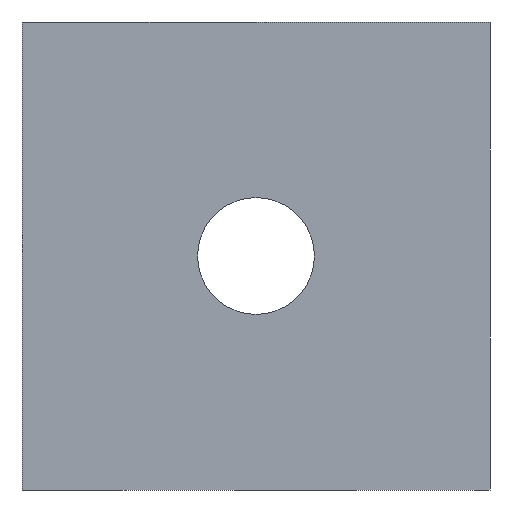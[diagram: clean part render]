
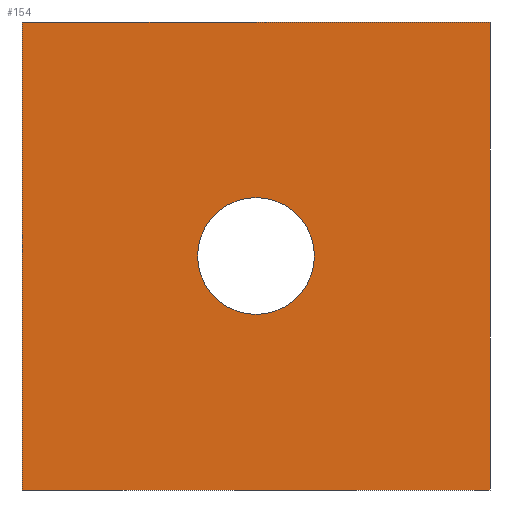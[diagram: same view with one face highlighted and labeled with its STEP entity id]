
A CAD part, left-side view. The second image highlights one B-rep face of the part: STEP entity #154.
In plain terms, the highlighted planar face has unit normal (-1, 0, 0).
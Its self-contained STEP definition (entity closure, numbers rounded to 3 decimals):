
#16=FACE_BOUND('',#46,.T.);
#22=PLANE('',#187);
#36=FACE_OUTER_BOUND('',#45,.T.);
#45=EDGE_LOOP('',(#141,#142,#143,#144));
#46=EDGE_LOOP('',(#145));
#50=LINE('',#265,#60);
#53=LINE('',#270,#63);
#55=LINE('',#274,#65);
#56=LINE('',#276,#66);
#60=VECTOR('',#209,13.);
#63=VECTOR('',#214,13.);
#65=VECTOR('',#218,13.);
#66=VECTOR('',#221,13.);
#67=CIRCLE('',#176,1.621);
#72=VERTEX_POINT('',#228);
#82=VERTEX_POINT('',#262);
#83=VERTEX_POINT('',#264);
#84=VERTEX_POINT('',#268);
#85=VERTEX_POINT('',#272);
#86=EDGE_CURVE('',#72,#72,#67,.T.);
#99=EDGE_CURVE('',#83,#82,#50,.T.);
#102=EDGE_CURVE('',#82,#84,#53,.T.);
#104=EDGE_CURVE('',#84,#85,#55,.T.);
#105=EDGE_CURVE('',#85,#83,#56,.T.);
#141=ORIENTED_EDGE('',*,*,#102,.T.);
#142=ORIENTED_EDGE('',*,*,#104,.T.);
#143=ORIENTED_EDGE('',*,*,#105,.T.);
#144=ORIENTED_EDGE('',*,*,#99,.T.);
#145=ORIENTED_EDGE('',*,*,#86,.T.);
#154=ADVANCED_FACE('',(#36,#16),#22,.F.);
#176=AXIS2_PLACEMENT_3D('',#229,#192,#193);
#187=AXIS2_PLACEMENT_3D('',#278,#224,#225);
#192=DIRECTION('center_axis',(1.,0.,0.));
#193=DIRECTION('ref_axis',(0.,0.,-1.));
#209=DIRECTION('',(0.,0.,1.));
#214=DIRECTION('',(0.,1.,0.));
#218=DIRECTION('',(0.,0.,-1.));
#221=DIRECTION('',(0.,-1.,0.));
#224=DIRECTION('center_axis',(1.,0.,0.));
#225=DIRECTION('ref_axis',(0.,0.,-1.));
#228=CARTESIAN_POINT('',(0.,0.,1.621));
#229=CARTESIAN_POINT('Origin',(0.,0.,0.));
#262=CARTESIAN_POINT('',(0.,-6.5,6.5));
#264=CARTESIAN_POINT('',(0.,-6.5,-6.5));
#265=CARTESIAN_POINT('',(0.,-6.5,-6.5));
#268=CARTESIAN_POINT('',(0.,6.5,6.5));
#270=CARTESIAN_POINT('',(0.,-6.5,6.5));
#272=CARTESIAN_POINT('',(0.,6.5,-6.5));
#274=CARTESIAN_POINT('',(0.,6.5,6.5));
#276=CARTESIAN_POINT('',(0.,6.5,-6.5));
#278=CARTESIAN_POINT('Origin',(0.,0.,0.));
